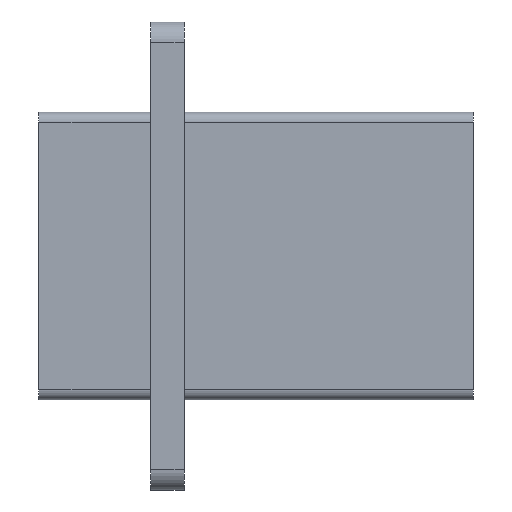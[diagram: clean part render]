
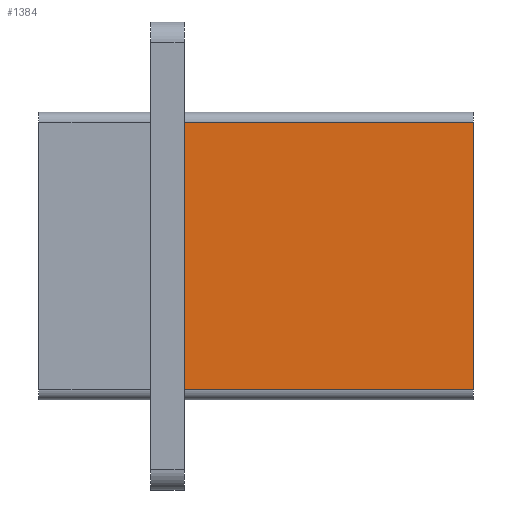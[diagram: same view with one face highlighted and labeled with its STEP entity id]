
A CAD part, left-side view. The second image highlights one B-rep face of the part: STEP entity #1384.
In plain terms, the highlighted planar face has unit normal (-1, 0, 0).
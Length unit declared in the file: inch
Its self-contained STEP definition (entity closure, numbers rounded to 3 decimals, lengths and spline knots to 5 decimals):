
#731 = VERTEX_POINT ( 'NONE', #2766 ) ;
#732 = EDGE_CURVE ( 'NONE', #795, #731, #2762, .T. ) ;
#795 = VERTEX_POINT ( 'NONE', #2965 ) ;
#1265 = EDGE_CURVE ( 'NONE', #1382, #1383, #3987, .T. ) ;
#1378 = EDGE_CURVE ( 'NONE', #731, #1383, #4143, .T. ) ;
#1381 = EDGE_CURVE ( 'NONE', #1382, #795, #4139, .T. ) ;
#1382 = VERTEX_POINT ( 'NONE', #4138 ) ;
#1383 = VERTEX_POINT ( 'NONE', #4137 ) ;
#1384 = ADVANCED_FACE ( 'NONE', ( #4134 ), #4135, .F. ) ;
#1385 = ORIENTED_EDGE ( 'NONE', *, *, #732, .T. ) ;
#1387 = ORIENTED_EDGE ( 'NONE', *, *, #1381, .T. ) ;
#1389 = ORIENTED_EDGE ( 'NONE', *, *, #1378, .T. ) ;
#1398 = ORIENTED_EDGE ( 'NONE', *, *, #1265, .F. ) ;
#1401 = EDGE_LOOP ( 'NONE', ( #1398, #1387, #1385, #1389 ) ) ;
#2759 = DIRECTION ( 'NONE',  ( 0., 0., -1. ) ) ;
#2760 = CARTESIAN_POINT ( 'NONE',  ( -0.3125, -0.05, -0.43 ) ) ;
#2762 = LINE ( 'NONE', #2760, #2833 ) ;
#2766 = CARTESIAN_POINT ( 'NONE',  ( -0.3125, -0.05, -0.4 ) ) ;
#2833 = VECTOR ( 'NONE', #2759, 39.37008 ) ;
#2965 = CARTESIAN_POINT ( 'NONE',  ( -0.3125, -0.05, 0.4 ) ) ;
#3981 = DIRECTION ( 'NONE',  ( 0., 0., -1. ) ) ;
#3982 = VECTOR ( 'NONE', #3981, 39.37008 ) ;
#3983 = CARTESIAN_POINT ( 'NONE',  ( -0.3125, -0.915, -0.43 ) ) ;
#3987 = LINE ( 'NONE', #3983, #3982 ) ;
#4097 = DIRECTION ( 'NONE',  ( 0., 0., -1. ) ) ;
#4104 = DIRECTION ( 'NONE',  ( 0., 1., 0. ) ) ;
#4105 = VECTOR ( 'NONE', #4104, 39.37008 ) ;
#4106 = CARTESIAN_POINT ( 'NONE',  ( -0.3125, -2.84812, 0.4 ) ) ;
#4121 = AXIS2_PLACEMENT_3D ( 'NONE', #4129, #4128, #4097 ) ;
#4128 = DIRECTION ( 'NONE',  ( 1., 0., 0. ) ) ;
#4129 = CARTESIAN_POINT ( 'NONE',  ( -0.3125, -2.84812, -0.43 ) ) ;
#4134 = FACE_OUTER_BOUND ( 'NONE', #1401, .T. ) ;
#4135 = PLANE ( 'NONE',  #4121 ) ;
#4137 = CARTESIAN_POINT ( 'NONE',  ( -0.3125, -0.915, -0.4 ) ) ;
#4138 = CARTESIAN_POINT ( 'NONE',  ( -0.3125, -0.915, 0.4 ) ) ;
#4139 = LINE ( 'NONE', #4106, #4105 ) ;
#4140 = DIRECTION ( 'NONE',  ( 0., -1., 0. ) ) ;
#4141 = VECTOR ( 'NONE', #4140, 39.37008 ) ;
#4142 = CARTESIAN_POINT ( 'NONE',  ( -0.3125, -2.84812, -0.4 ) ) ;
#4143 = LINE ( 'NONE', #4142, #4141 ) ;
